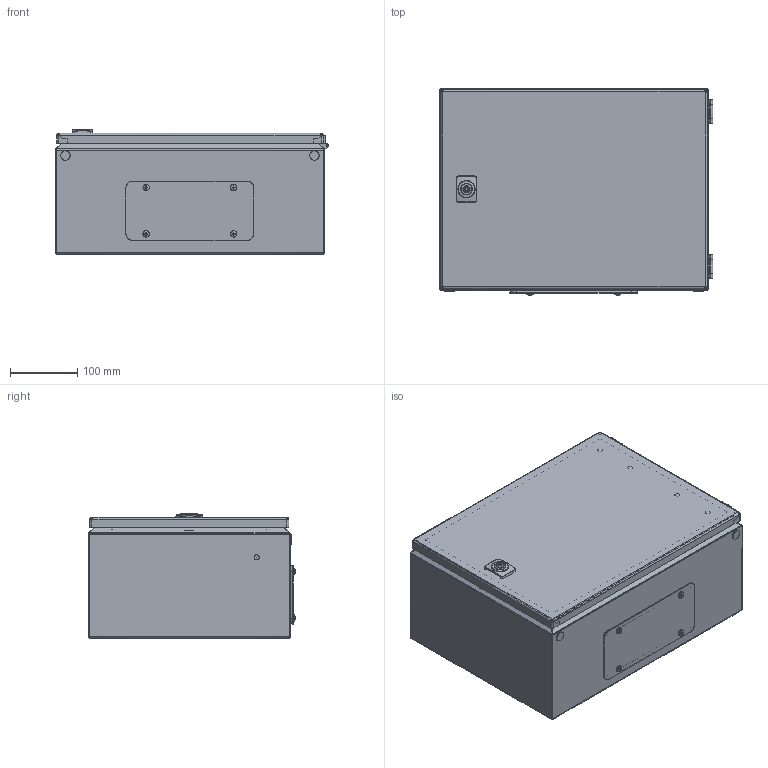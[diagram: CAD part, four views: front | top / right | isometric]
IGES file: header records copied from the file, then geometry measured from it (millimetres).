
Start section: SolidWorks IGES file using analytic representation for surfaces
Global section: file name: AF-1010.igs; native system: SolidWorks 2007; preprocessor: SolidWorks 2007; author: Homeyer; date: 090928.105340; units: millimetre
Bounding box: 406.22 x 308.17 x 187.04 mm (x, y, z)
Surface area: 1289583.2 mm2 (no closed solid volume)
Topology: 0 solids, 0 shells, 1739 faces, 20158 edges, 20103 vertices
Faces by surface type: bspline 870, revolution 869
